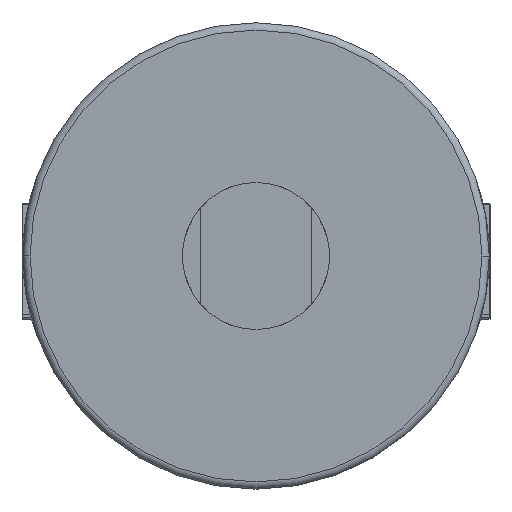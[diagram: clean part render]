
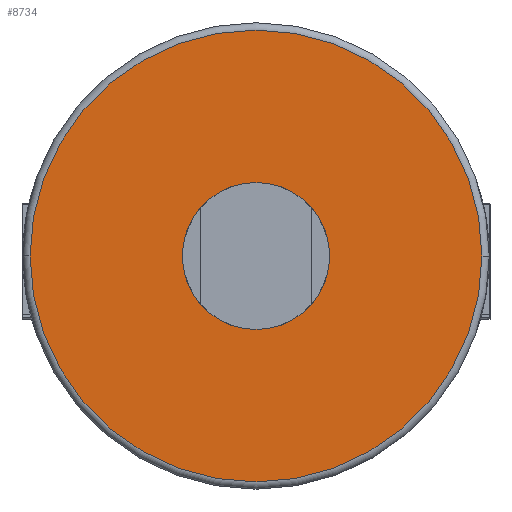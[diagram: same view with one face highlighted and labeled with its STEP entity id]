
A CAD part, left-side view. The second image highlights one B-rep face of the part: STEP entity #8734.
In plain terms, the highlighted planar face has unit normal (-1, 0, 0).
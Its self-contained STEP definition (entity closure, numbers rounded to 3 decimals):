
#1015 = CARTESIAN_POINT ( 'NONE',  ( -157.5, 0., 10. ) ) ;
#1331 = CIRCLE ( 'NONE', #14297, 30.75 ) ;
#1388 = CIRCLE ( 'NONE', #7709, 10. ) ;
#1457 = CARTESIAN_POINT ( 'NONE',  ( -157.5, 31.75, 0. ) ) ;
#1521 = DIRECTION ( 'NONE',  ( -1., 0., 0. ) ) ;
#1677 = ORIENTED_EDGE ( 'NONE', *, *, #8414, .T. ) ;
#1851 = AXIS2_PLACEMENT_3D ( 'NONE', #1457, #3966, #12526 ) ;
#2657 = VERTEX_POINT ( 'NONE', #15801 ) ;
#2856 = DIRECTION ( 'NONE',  ( -1., 0., 0. ) ) ;
#3331 = VERTEX_POINT ( 'NONE', #7397 ) ;
#3966 = DIRECTION ( 'NONE',  ( -1., 0., 0. ) ) ;
#4526 = FACE_OUTER_BOUND ( 'NONE', #8880, .T. ) ;
#5408 = DIRECTION ( 'NONE',  ( -1., 0., 0. ) ) ;
#5927 = VERTEX_POINT ( 'NONE', #1015 ) ;
#6004 = DIRECTION ( 'NONE',  ( -1., 0., 0. ) ) ;
#7397 = CARTESIAN_POINT ( 'NONE',  ( -157.5, -30.75, 0. ) ) ;
#7709 = AXIS2_PLACEMENT_3D ( 'NONE', #8904, #1521, #10129 ) ;
#7783 = EDGE_CURVE ( 'NONE', #5927, #10920, #1388, .T. ) ;
#8414 = EDGE_CURVE ( 'NONE', #2657, #3331, #13123, .T. ) ;
#8646 = EDGE_LOOP ( 'NONE', ( #9378, #13396 ) ) ;
#8734 = ADVANCED_FACE ( 'NONE', ( #4526, #12028 ), #10011, .T. ) ;
#8880 = EDGE_LOOP ( 'NONE', ( #13205, #1677 ) ) ;
#8904 = CARTESIAN_POINT ( 'NONE',  ( -157.5, 0., 0. ) ) ;
#9378 = ORIENTED_EDGE ( 'NONE', *, *, #11175, .F. ) ;
#10011 = PLANE ( 'NONE',  #1851 ) ;
#10129 = DIRECTION ( 'NONE',  ( 0., 0., 1. ) ) ;
#10200 = CARTESIAN_POINT ( 'NONE',  ( -157.5, 0., 0. ) ) ;
#10920 = VERTEX_POINT ( 'NONE', #11596 ) ;
#11175 = EDGE_CURVE ( 'NONE', #10920, #5927, #11767, .T. ) ;
#11427 = DIRECTION ( 'NONE',  ( 0., -1., 0. ) ) ;
#11596 = CARTESIAN_POINT ( 'NONE',  ( -157.5, 0., -10. ) ) ;
#11767 = CIRCLE ( 'NONE', #11843, 10. ) ;
#11843 = AXIS2_PLACEMENT_3D ( 'NONE', #12763, #5408, #14012 ) ;
#12028 = FACE_BOUND ( 'NONE', #8646, .T. ) ;
#12526 = DIRECTION ( 'NONE',  ( 0., -1., 0. ) ) ;
#12763 = CARTESIAN_POINT ( 'NONE',  ( -157.5, 0., 0. ) ) ;
#13123 = CIRCLE ( 'NONE', #13171, 30.75 ) ;
#13171 = AXIS2_PLACEMENT_3D ( 'NONE', #10200, #2856, #11427 ) ;
#13205 = ORIENTED_EDGE ( 'NONE', *, *, #13231, .T. ) ;
#13231 = EDGE_CURVE ( 'NONE', #3331, #2657, #1331, .T. ) ;
#13361 = CARTESIAN_POINT ( 'NONE',  ( -157.5, 0., 0. ) ) ;
#13396 = ORIENTED_EDGE ( 'NONE', *, *, #7783, .F. ) ;
#14012 = DIRECTION ( 'NONE',  ( 0., 0., 1. ) ) ;
#14297 = AXIS2_PLACEMENT_3D ( 'NONE', #13361, #6004, #14588 ) ;
#14588 = DIRECTION ( 'NONE',  ( 0., -1., 0. ) ) ;
#15801 = CARTESIAN_POINT ( 'NONE',  ( -157.5, 30.75, 0. ) ) ;
